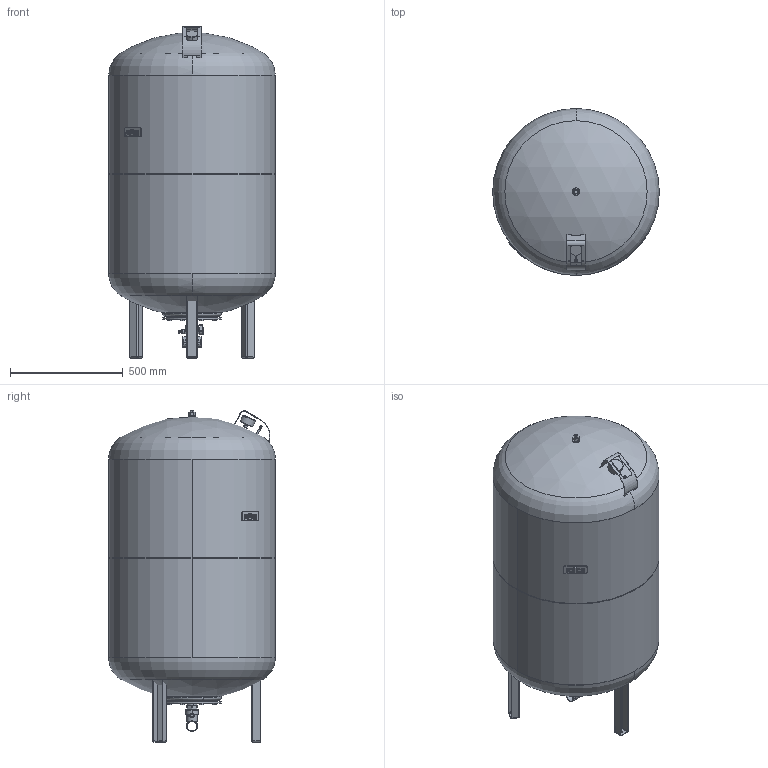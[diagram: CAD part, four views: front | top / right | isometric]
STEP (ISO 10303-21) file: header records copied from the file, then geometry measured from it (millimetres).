
FILE_DESCRIPTION((''),'2;1');
FILE_NAME('3d_DT5500_10bar-7309500.stp','2009-12-29T14:07:07',(''),(''),'Mechanical Desktop 2008','Mechanical Desktop 2008',', , ');
FILE_SCHEMA(('CONFIG_CONTROL_DESIGN'));
Length unit declared in the file: millimetre
Products named in the file (1): Product
Bounding box: 740 x 740 x 1475 mm (x, y, z)
Volume: 487256316.1 mm3; surface area: 5497454.5 mm2
Topology: 21 solids, 21 shells, 663 faces, 1582 edges, 956 vertices
Faces by surface type: plane 289, cylinder 242, cone 51, bspline 31, torus 25, sphere 25
Entity records: 21607 total; most frequent: CARTESIAN_POINT 6053, DIRECTION 3406, ORIENTED_EDGE 3080, EDGE_CURVE 1540, AXIS2_PLACEMENT_3D 1292, VERTEX_POINT 954, VECTOR 822, LINE 822
